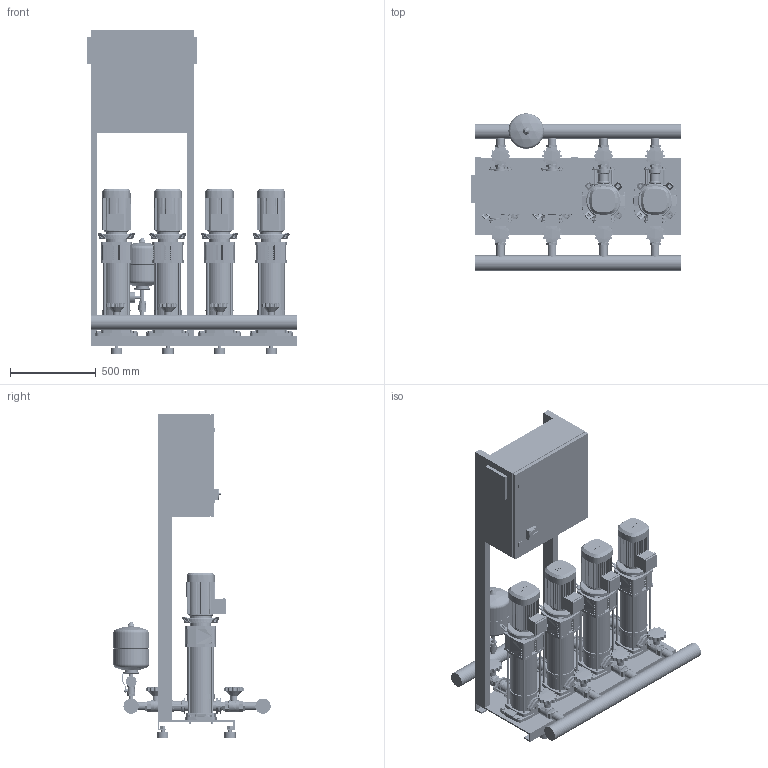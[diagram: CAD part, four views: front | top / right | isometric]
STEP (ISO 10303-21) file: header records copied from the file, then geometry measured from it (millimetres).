
FILE_DESCRIPTION((''),'2;1');
FILE_NAME('3d_CO-4HELIXV1006_K_CC-01-2534122.stp','2016-01-25T08:58:56',(''),(''),'Mechanical Desktop 2009','Mechanical Desktop 2009',', , ');
FILE_SCHEMA(('CONFIG_CONTROL_DESIGN'));
Length unit declared in the file: millimetre
Products named in the file (1): Product
Bounding box: 1220 x 914.45 x 1885 mm (x, y, z)
Volume: 216935942.4 mm3; surface area: 11492539.9 mm2
Topology: 198 solids, 198 shells, 5719 faces, 14515 edges, 9468 vertices
Faces by surface type: plane 2182, cylinder 1708, bspline 1391, cone 308, torus 104, sphere 26
Entity records: 185629 total; most frequent: CARTESIAN_POINT 48266, ORIENTED_EDGE 28998, DIRECTION 27447, EDGE_CURVE 14499, VERTEX_POINT 9462, AXIS2_PLACEMENT_3D 9459, VECTOR 8529, LINE 8529
